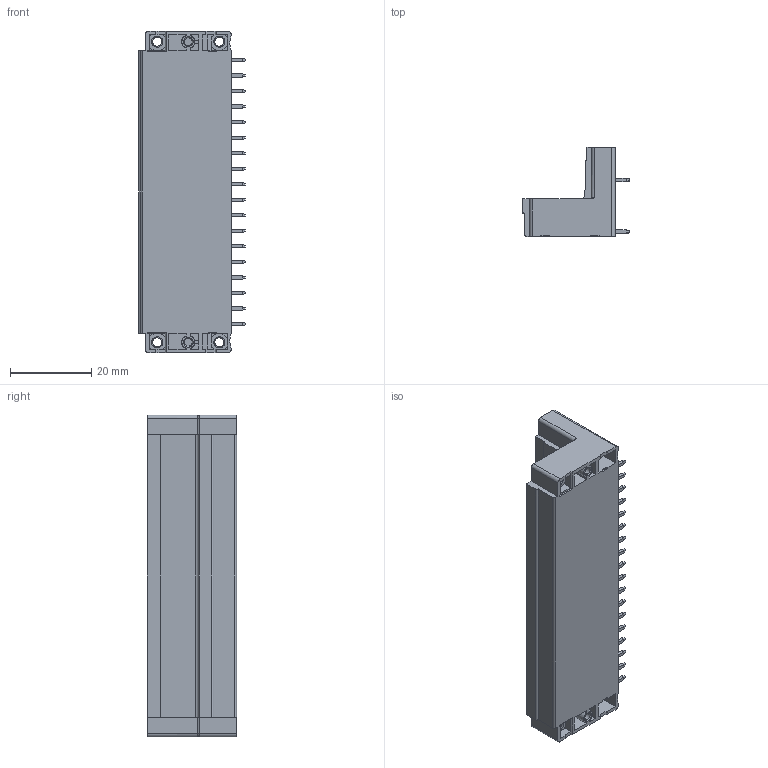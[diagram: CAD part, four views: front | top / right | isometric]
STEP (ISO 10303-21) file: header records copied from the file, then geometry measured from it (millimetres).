
FILE_DESCRIPTION((''),'2;1');
FILE_NAME('TLPHDW-105R-1','2024-09-24T11:08:58',('sheji109'),(''),'CREO PARAMETRIC BY PTC INC, 2018100','CREO PARAMETRIC BY PTC INC, 2018100','');
FILE_SCHEMA(('CONFIG_CONTROL_DESIGN'));
Products named in the file (1): TLPHDW-105R-1
Bounding box: 26.2 x 21.9 x 78.97 mm (x, y, z)
Volume: 17391.9 mm3; surface area: 18896.1 mm2
Topology: 1 solids, 1 shells, 2957 faces, 7999 edges, 5149 vertices
Faces by surface type: plane 2330, cylinder 563, cone 44, sphere 18, bspline 2
Entity records: 91882 total; most frequent: CARTESIAN_POINT 16915, ORIENTED_EDGE 15962, DIRECTION 14924, EDGE_CURVE 7981, VECTOR 6604, LINE 6604, VERTEX_POINT 5149, AXIS2_PLACEMENT_3D 4160
